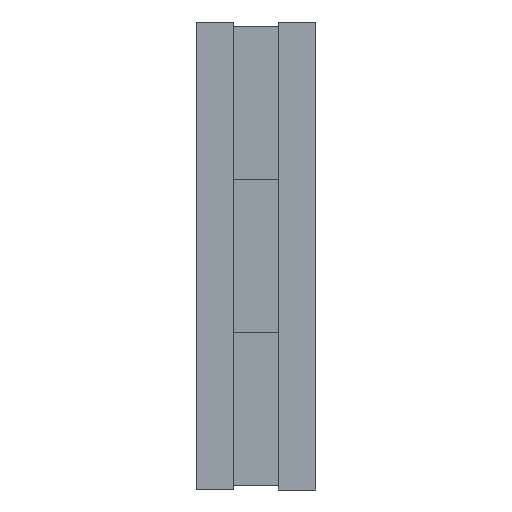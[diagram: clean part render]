
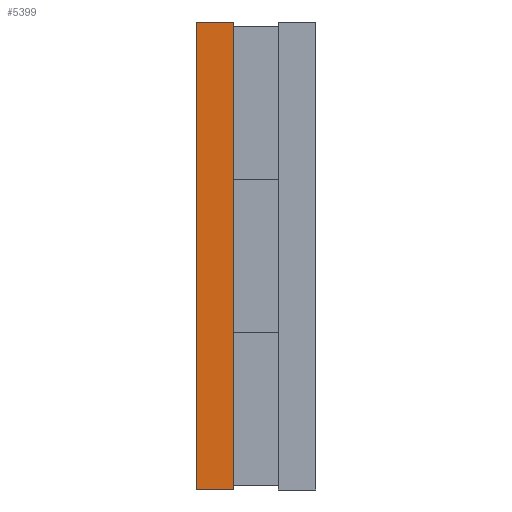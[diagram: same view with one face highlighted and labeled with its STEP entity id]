
A CAD part, front view. The second image highlights one B-rep face of the part: STEP entity #5399.
In plain terms, the highlighted planar face has unit normal (0, -1, 0).
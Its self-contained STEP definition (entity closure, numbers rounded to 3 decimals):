
#75 = CARTESIAN_POINT ( 'NONE',  ( -1225., 0., 96.85 ) ) ;
#127 = DIRECTION ( 'NONE',  ( 0., 1., 0. ) ) ;
#1283 = PLANE ( 'NONE',  #9669 ) ;
#1620 = DIRECTION ( 'NONE',  ( 1., 0., 0. ) ) ;
#1869 = VERTEX_POINT ( 'NONE', #75 ) ;
#2102 = CARTESIAN_POINT ( 'NONE',  ( 1225., 0., -96.85 ) ) ;
#2534 = CARTESIAN_POINT ( 'NONE',  ( -1225., 0., -96.85 ) ) ;
#2979 = VERTEX_POINT ( 'NONE', #11097 ) ;
#3275 = EDGE_CURVE ( 'NONE', #11965, #1869, #10299, .T. ) ;
#5399 = ADVANCED_FACE ( 'NONE', ( #13191 ), #1283, .F. ) ;
#5614 = ORIENTED_EDGE ( 'NONE', *, *, #3275, .F. ) ;
#5762 = LINE ( 'NONE', #2102, #5772 ) ;
#5772 = VECTOR ( 'NONE', #11830, 1000. ) ;
#6146 = EDGE_CURVE ( 'NONE', #1869, #2979, #14678, .T. ) ;
#7177 = EDGE_CURVE ( 'NONE', #2979, #12733, #7487, .T. ) ;
#7470 = CARTESIAN_POINT ( 'NONE',  ( 1225., 0., 96.85 ) ) ;
#7487 = LINE ( 'NONE', #13970, #7503 ) ;
#7503 = VECTOR ( 'NONE', #10301, 1000. ) ;
#7508 = EDGE_CURVE ( 'NONE', #12733, #11965, #5762, .T. ) ;
#7776 = CARTESIAN_POINT ( 'NONE',  ( -1225., 0., 96.85 ) ) ;
#7939 = ORIENTED_EDGE ( 'NONE', *, *, #6146, .F. ) ;
#8653 = DIRECTION ( 'NONE',  ( 0., 0., 1. ) ) ;
#9669 = AXIS2_PLACEMENT_3D ( 'NONE', #7470, #127, #8653 ) ;
#10099 = CARTESIAN_POINT ( 'NONE',  ( 1225., 0., 96.85 ) ) ;
#10299 = LINE ( 'NONE', #7776, #15400 ) ;
#10301 = DIRECTION ( 'NONE',  ( 0., 0., -1. ) ) ;
#11097 = CARTESIAN_POINT ( 'NONE',  ( 1225., 0., 96.85 ) ) ;
#11636 = CARTESIAN_POINT ( 'NONE',  ( 1225., 0., -96.85 ) ) ;
#11830 = DIRECTION ( 'NONE',  ( -1., 0., 0. ) ) ;
#11965 = VERTEX_POINT ( 'NONE', #2534 ) ;
#12733 = VERTEX_POINT ( 'NONE', #11636 ) ;
#13191 = FACE_OUTER_BOUND ( 'NONE', #15255, .T. ) ;
#13970 = CARTESIAN_POINT ( 'NONE',  ( 1225., 0., 96.85 ) ) ;
#14678 = LINE ( 'NONE', #10099, #14693 ) ;
#14693 = VECTOR ( 'NONE', #1620, 1000. ) ;
#14989 = DIRECTION ( 'NONE',  ( 0., 0., 1. ) ) ;
#15089 = ORIENTED_EDGE ( 'NONE', *, *, #7177, .F. ) ;
#15255 = EDGE_LOOP ( 'NONE', ( #15089, #7939, #5614, #15570 ) ) ;
#15400 = VECTOR ( 'NONE', #14989, 1000. ) ;
#15570 = ORIENTED_EDGE ( 'NONE', *, *, #7508, .F. ) ;
